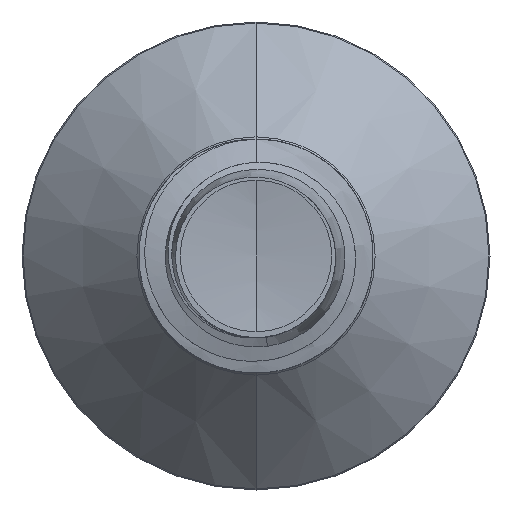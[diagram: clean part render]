
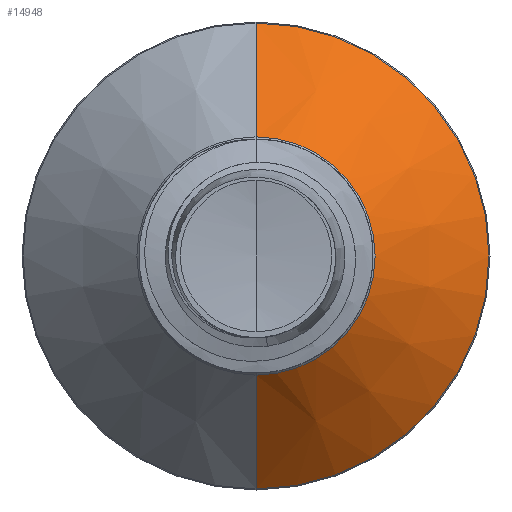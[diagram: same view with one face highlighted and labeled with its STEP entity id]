
A CAD part, front view. The second image highlights one B-rep face of the part: STEP entity #14948.
In plain terms, the highlighted conical face has half-angle 45 degrees and reference radius 1.782 mm.
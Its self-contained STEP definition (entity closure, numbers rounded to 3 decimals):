
#428 = CIRCLE ( 'NONE', #4656, 3.485 ) ;
#1559 = CARTESIAN_POINT ( 'NONE',  ( 0., 10.132, -1.782 ) ) ;
#2468 = VERTEX_POINT ( 'NONE', #14638 ) ;
#3920 = LINE ( 'NONE', #8410, #22740 ) ;
#4242 = AXIS2_PLACEMENT_3D ( 'NONE', #19924, #5345, #9071 ) ;
#4329 = AXIS2_PLACEMENT_3D ( 'NONE', #10572, #23278, #12398 ) ;
#4656 = AXIS2_PLACEMENT_3D ( 'NONE', #9570, #22293, #11392 ) ;
#5313 = LINE ( 'NONE', #20664, #14468 ) ;
#5345 = DIRECTION ( 'NONE',  ( 0., 1., 0. ) ) ;
#6129 = FACE_OUTER_BOUND ( 'NONE', #12763, .T. ) ;
#6391 = VERTEX_POINT ( 'NONE', #19598 ) ;
#8410 = CARTESIAN_POINT ( 'NONE',  ( 0., 10.132, -1.782 ) ) ;
#9071 = DIRECTION ( 'NONE',  ( 0., 0., 1. ) ) ;
#9570 = CARTESIAN_POINT ( 'NONE',  ( 0., 11.835, 0. ) ) ;
#10453 = CONICAL_SURFACE ( 'NONE', #4242, 1.782, 0.785 ) ;
#10572 = CARTESIAN_POINT ( 'NONE',  ( 0., 10.132, 0. ) ) ;
#11392 = DIRECTION ( 'NONE',  ( 0., 0., 1. ) ) ;
#11928 = CARTESIAN_POINT ( 'NONE',  ( 0., 11.835, 3.485 ) ) ;
#11982 = EDGE_CURVE ( 'NONE', #20594, #6391, #3920, .T. ) ;
#12168 = CIRCLE ( 'NONE', #4329, 1.782 ) ;
#12398 = DIRECTION ( 'NONE',  ( 0., 0., 1. ) ) ;
#12601 = EDGE_CURVE ( 'NONE', #2468, #12646, #5313, .T. ) ;
#12646 = VERTEX_POINT ( 'NONE', #11928 ) ;
#12733 = ORIENTED_EDGE ( 'NONE', *, *, #11982, .T. ) ;
#12763 = EDGE_LOOP ( 'NONE', ( #21854, #12733, #22431, #13331 ) ) ;
#13331 = ORIENTED_EDGE ( 'NONE', *, *, #12601, .F. ) ;
#14228 = EDGE_CURVE ( 'NONE', #12646, #6391, #428, .T. ) ;
#14468 = VECTOR ( 'NONE', #17020, 1000. ) ;
#14638 = CARTESIAN_POINT ( 'NONE',  ( 0., 10.132, 1.782 ) ) ;
#14813 = EDGE_CURVE ( 'NONE', #2468, #20594, #12168, .T. ) ;
#14948 = ADVANCED_FACE ( 'NONE', ( #6129 ), #10453, .T. ) ;
#17020 = DIRECTION ( 'NONE',  ( 0., 0.707, 0.707 ) ) ;
#19598 = CARTESIAN_POINT ( 'NONE',  ( 0., 11.835, -3.485 ) ) ;
#19924 = CARTESIAN_POINT ( 'NONE',  ( 0., 10.132, 0. ) ) ;
#20594 = VERTEX_POINT ( 'NONE', #1559 ) ;
#20664 = CARTESIAN_POINT ( 'NONE',  ( 0., 10.132, 1.782 ) ) ;
#21112 = DIRECTION ( 'NONE',  ( 0., 0.707, -0.707 ) ) ;
#21854 = ORIENTED_EDGE ( 'NONE', *, *, #14813, .T. ) ;
#22293 = DIRECTION ( 'NONE',  ( 0., 1., 0. ) ) ;
#22431 = ORIENTED_EDGE ( 'NONE', *, *, #14228, .F. ) ;
#22740 = VECTOR ( 'NONE', #21112, 1000. ) ;
#23278 = DIRECTION ( 'NONE',  ( 0., 1., 0. ) ) ;
